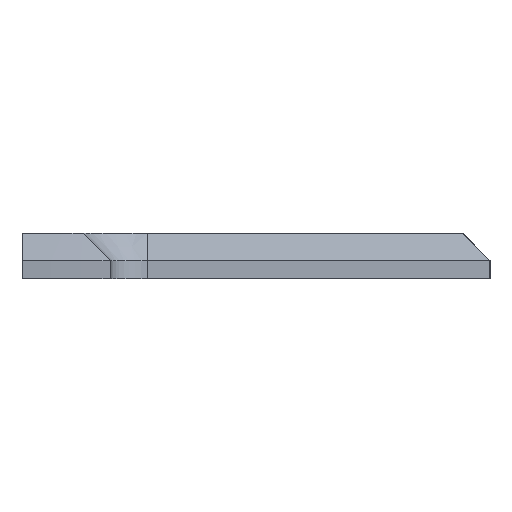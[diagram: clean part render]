
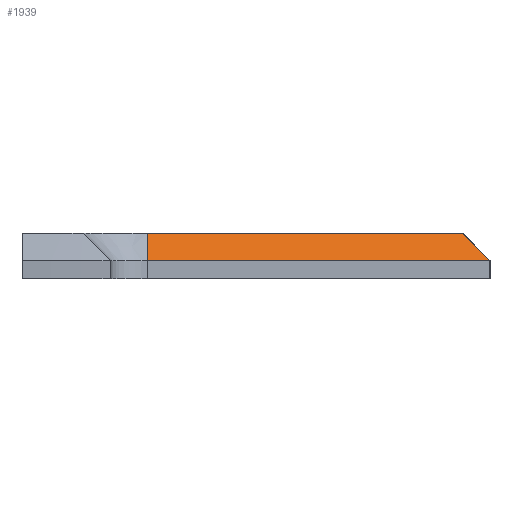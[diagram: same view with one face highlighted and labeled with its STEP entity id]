
A CAD part, left-side view. The second image highlights one B-rep face of the part: STEP entity #1939.
In plain terms, the highlighted planar face has unit normal (-0.707, 0, 0.707).
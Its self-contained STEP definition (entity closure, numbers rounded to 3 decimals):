
#63 = CARTESIAN_POINT ( 'NONE',  ( -38.312, -23.3, 5. ) ) ;
#77 = ORIENTED_EDGE ( 'NONE', *, *, #1626, .F. ) ;
#106 = EDGE_CURVE ( 'NONE', #2074, #340, #218, .T. ) ;
#127 = DIRECTION ( 'NONE',  ( -0.707, 0., 0.707 ) ) ;
#203 = VECTOR ( 'NONE', #768, 1000. ) ;
#218 = LINE ( 'NONE', #1382, #289 ) ;
#261 = CARTESIAN_POINT ( 'NONE',  ( -28.932, -13.92, 14.38 ) ) ;
#289 = VECTOR ( 'NONE', #762, 1000. ) ;
#340 = VERTEX_POINT ( 'NONE', #63 ) ;
#357 = PLANE ( 'NONE',  #1951 ) ;
#419 = CARTESIAN_POINT ( 'NONE',  ( -41.312, 11.49, 2. ) ) ;
#470 = LINE ( 'NONE', #261, #1077 ) ;
#471 = VERTEX_POINT ( 'NONE', #1985 ) ;
#605 = VECTOR ( 'NONE', #1231, 1000. ) ;
#628 = CARTESIAN_POINT ( 'NONE',  ( -41.312, -26.3, 2. ) ) ;
#737 = ORIENTED_EDGE ( 'NONE', *, *, #1032, .F. ) ;
#750 = LINE ( 'NONE', #419, #605 ) ;
#762 = DIRECTION ( 'NONE',  ( 0., -1., 0. ) ) ;
#768 = DIRECTION ( 'NONE',  ( -0.707, 0., -0.707 ) ) ;
#1016 = CARTESIAN_POINT ( 'NONE',  ( -38.312, 11.49, 5. ) ) ;
#1032 = EDGE_CURVE ( 'NONE', #340, #1618, #470, .T. ) ;
#1077 = VECTOR ( 'NONE', #1298, 1000. ) ;
#1189 = CARTESIAN_POINT ( 'NONE',  ( -38.312, 4.84, 5. ) ) ;
#1231 = DIRECTION ( 'NONE',  ( 0., 1., 0. ) ) ;
#1298 = DIRECTION ( 'NONE',  ( -0.577, -0.577, -0.577 ) ) ;
#1339 = ORIENTED_EDGE ( 'NONE', *, *, #1908, .T. ) ;
#1382 = CARTESIAN_POINT ( 'NONE',  ( -38.312, -26.3, 5. ) ) ;
#1600 = LINE ( 'NONE', #1782, #203 ) ;
#1618 = VERTEX_POINT ( 'NONE', #628 ) ;
#1626 = EDGE_CURVE ( 'NONE', #1618, #471, #750, .T. ) ;
#1663 = FACE_OUTER_BOUND ( 'NONE', #2303, .T. ) ;
#1782 = CARTESIAN_POINT ( 'NONE',  ( -38.312, 11.49, 5. ) ) ;
#1908 = EDGE_CURVE ( 'NONE', #2074, #471, #1600, .T. ) ;
#1939 = ADVANCED_FACE ( 'NONE', ( #1663 ), #357, .T. ) ;
#1951 = AXIS2_PLACEMENT_3D ( 'NONE', #1189, #127, #2601 ) ;
#1985 = CARTESIAN_POINT ( 'NONE',  ( -41.312, 11.49, 2. ) ) ;
#2074 = VERTEX_POINT ( 'NONE', #1016 ) ;
#2303 = EDGE_LOOP ( 'NONE', ( #1339, #77, #737, #2528 ) ) ;
#2528 = ORIENTED_EDGE ( 'NONE', *, *, #106, .F. ) ;
#2601 = DIRECTION ( 'NONE',  ( 0., 1., 0. ) ) ;
